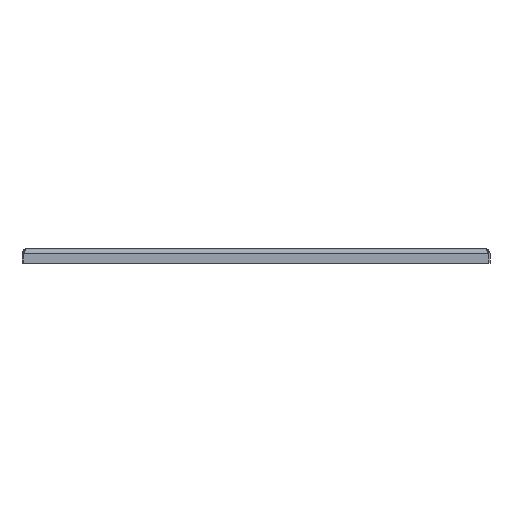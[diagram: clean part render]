
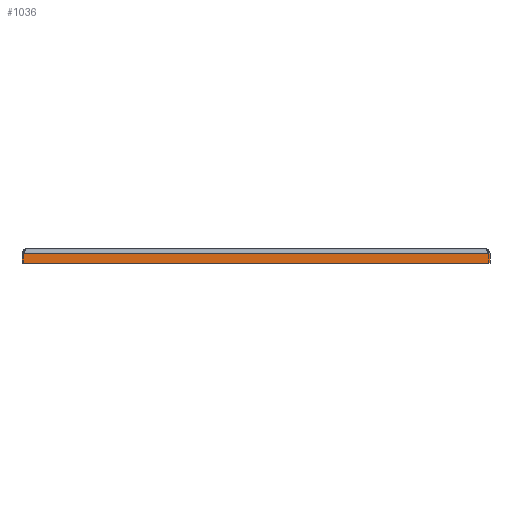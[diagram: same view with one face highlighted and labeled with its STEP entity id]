
A CAD part, front view. The second image highlights one B-rep face of the part: STEP entity #1036.
In plain terms, the highlighted planar face has unit normal (0, -1, 0).
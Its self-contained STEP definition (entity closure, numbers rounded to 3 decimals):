
#1016=AXIS2_PLACEMENT_3D('Plane Axis2P3D',#1013,#1014,#1015) ;
#812=CARTESIAN_POINT('Vertex',(0.,0.,0.)) ;
#815=CARTESIAN_POINT('Line Origine',(0.,0.,4.)) ;
#819=CARTESIAN_POINT('Vertex',(0.,0.,8.)) ;
#992=CARTESIAN_POINT('Vertex',(389.,0.,0.)) ;
#995=CARTESIAN_POINT('Line Origine',(194.5,0.,0.)) ;
#1013=CARTESIAN_POINT('Axis2P3D Location',(192.5,0.,10.5)) ;
#1018=CARTESIAN_POINT('Line Origine',(389.,0.,4.)) ;
#1022=CARTESIAN_POINT('Vertex',(389.,0.,8.)) ;
#1025=CARTESIAN_POINT('Line Origine',(194.5,0.,8.)) ;
#816=DIRECTION('Vector Direction',(0.,0.,-1.)) ;
#996=DIRECTION('Vector Direction',(1.,0.,0.)) ;
#1014=DIRECTION('Axis2P3D Direction',(0.,-1.,0.)) ;
#1015=DIRECTION('Axis2P3D XDirection',(-1.,0.,0.)) ;
#1019=DIRECTION('Vector Direction',(0.,0.,1.)) ;
#1026=DIRECTION('Vector Direction',(1.,0.,0.)) ;
#817=VECTOR('Line Direction',#816,1.) ;
#997=VECTOR('Line Direction',#996,1.) ;
#1020=VECTOR('Line Direction',#1019,1.) ;
#1027=VECTOR('Line Direction',#1026,1.) ;
#1031=ORIENTED_EDGE('',*,*,#999,.T.) ;
#1032=ORIENTED_EDGE('',*,*,#1024,.T.) ;
#1033=ORIENTED_EDGE('',*,*,#1029,.F.) ;
#1034=ORIENTED_EDGE('',*,*,#821,.T.) ;
#1036=ADVANCED_FACE('Koerper.2',(#1035),#1017,.T.) ;
#821=EDGE_CURVE('',#820,#813,#818,.T.) ;
#999=EDGE_CURVE('',#813,#993,#998,.T.) ;
#1024=EDGE_CURVE('',#993,#1023,#1021,.T.) ;
#1029=EDGE_CURVE('',#820,#1023,#1028,.T.) ;
#1030=EDGE_LOOP('',(#1031,#1032,#1033,#1034)) ;
#1035=FACE_OUTER_BOUND('',#1030,.T.) ;
#818=LINE('Line',#815,#817) ;
#998=LINE('Line',#995,#997) ;
#1021=LINE('Line',#1018,#1020) ;
#1028=LINE('Line',#1025,#1027) ;
#1017=PLANE('',#1016) ;
#813=VERTEX_POINT('',#812) ;
#820=VERTEX_POINT('',#819) ;
#993=VERTEX_POINT('',#992) ;
#1023=VERTEX_POINT('',#1022) ;
